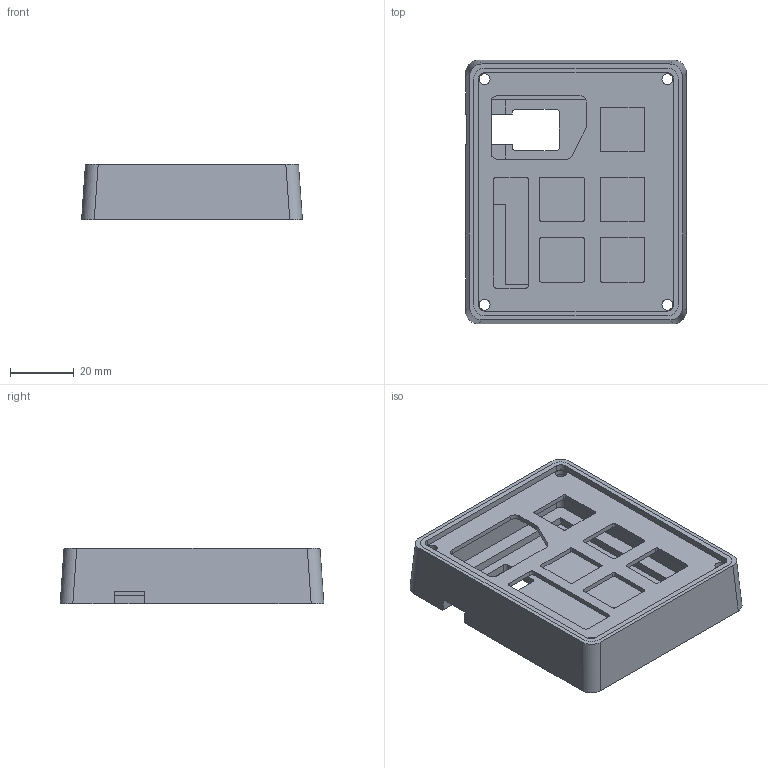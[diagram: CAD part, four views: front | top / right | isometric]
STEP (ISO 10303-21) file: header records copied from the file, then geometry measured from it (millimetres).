
FILE_DESCRIPTION(/* description */ (''),/* implementation_level */ '2;1');
FILE_NAME(/* name */ 'Assembly.step',/* time_stamp */ '2026-02-02T02:59:09-05:00',/* author */ (''),/* organization */ (''),/* preprocessor_version */ 'ST-DEVELOPER v20.1',/* originating_system */ 'Autodesk Translation Framework v14.21.0.0',/* authorisation */ '');
FILE_SCHEMA (('AUTOMOTIVE_DESIGN { 1 0 10303 214 3 1 1 }'));
Length unit declared in the file: millimetre
Products named in the file (3): 2026-02-02-02-57-10-345; 2026-02-01-13-15-46-677; 2026-02-01-16-46-46-252
Assembly tree (2 placements, depth 2):
  2026-02-02-02-57-10-345
    2026-02-01-13-15-46-677
    2026-02-01-16-46-46-252
Bounding box: 69.5 x 83 x 17.5 mm (x, y, z)
Volume: 44374.8 mm3; surface area: 28612.6 mm2
Topology: 2 solids, 2 shells, 146 faces, 411 edges, 274 vertices
Faces by surface type: plane 81, cylinder 65
Full cylindrical faces by diameter (mm): 3.4 x8, 6 x4
Entity records: 4894 total; most frequent: DIRECTION 843, CARTESIAN_POINT 836, ORIENTED_EDGE 822, EDGE_CURVE 411, LINE 281, VECTOR 281, AXIS2_PLACEMENT_3D 281, VERTEX_POINT 274
